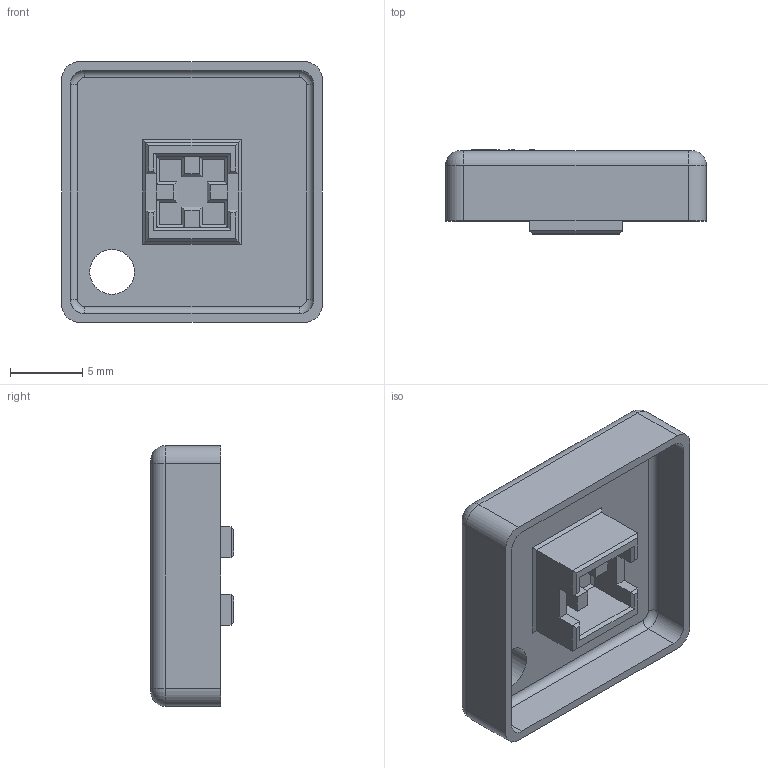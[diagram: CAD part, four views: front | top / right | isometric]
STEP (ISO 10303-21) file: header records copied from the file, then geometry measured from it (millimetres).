
FILE_DESCRIPTION (( 'STEP AP214' ), '1' );
FILE_NAME ('key_assy.STEP', '2021-11-03T02:04:08', ( 'Windows User' ), ( '' ), 'SwSTEP 2.0', 'SolidWorks 2019', '' );
FILE_SCHEMA (( 'AUTOMOTIVE_DESIGN' ));
Length unit declared in the file: millimetre
Products named in the file (2): key_assy; keycap
Assembly tree (1 placements, depth 2):
  key_assy
    keycap
Bounding box: 18.08 x 5.81 x 18.08 mm (x, y, z)
Volume: 783.2 mm3; surface area: 1326.4 mm2
Topology: 1 solids, 1 shells, 253 faces, 655 edges, 418 vertices
Faces by surface type: plane 170, bspline 57, cylinder 18, torus 8
Entity records: 11697 total; most frequent: CARTESIAN_POINT 4291, ORIENTED_EDGE 1310, DIRECTION 985, EDGE_CURVE 655, LINE 497, VECTOR 497, VERTEX_POINT 418, EDGE_LOOP 269
